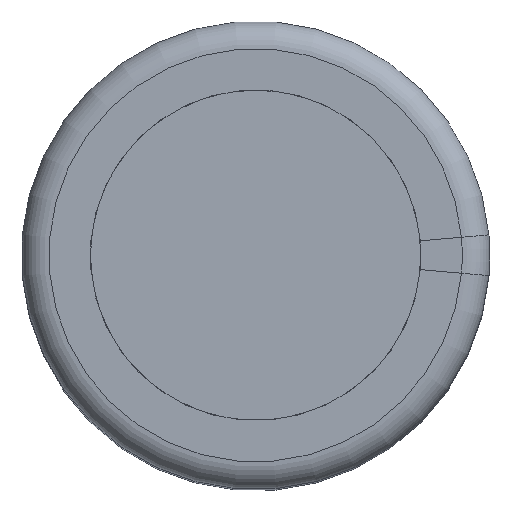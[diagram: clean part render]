
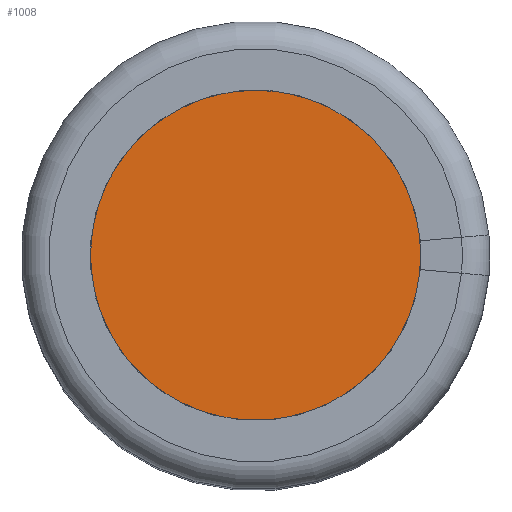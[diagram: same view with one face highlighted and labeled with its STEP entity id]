
A CAD part, top view. The second image highlights one B-rep face of the part: STEP entity #1008.
In plain terms, the highlighted planar face has unit normal (0, 0, 1).
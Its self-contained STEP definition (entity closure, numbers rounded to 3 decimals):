
#119=FACE_OUTER_BOUND($,#192,.T.);
#192=EDGE_LOOP($,(#864));
#395=CIRCLE($,#1143,3.);
#485=VERTEX_POINT($,#1755);
#614=EDGE_CURVE($,#485,#485,#395,.T.);
#864=ORIENTED_EDGE($,*,*,#614,.T.);
#947=PLANE($,#1145);
#1008=ADVANCED_FACE($,(#119),#947,.T.);
#1143=AXIS2_PLACEMENT_3D($,#1756,#1446,#1447);
#1145=AXIS2_PLACEMENT_3D($,#1758,#1450,#1451);
#1446=DIRECTION('center_axis',(0.,0.,1.));
#1447=DIRECTION('ref_axis',(1.,0.,0.));
#1450=DIRECTION('center_axis',(0.,0.,1.));
#1451=DIRECTION('ref_axis',(1.,0.,0.));
#1755=CARTESIAN_POINT('',(3.,0.,15.8));
#1756=CARTESIAN_POINT('Origin',(0.,0.,15.8));
#1758=CARTESIAN_POINT('Origin',(0.,0.,15.8));
